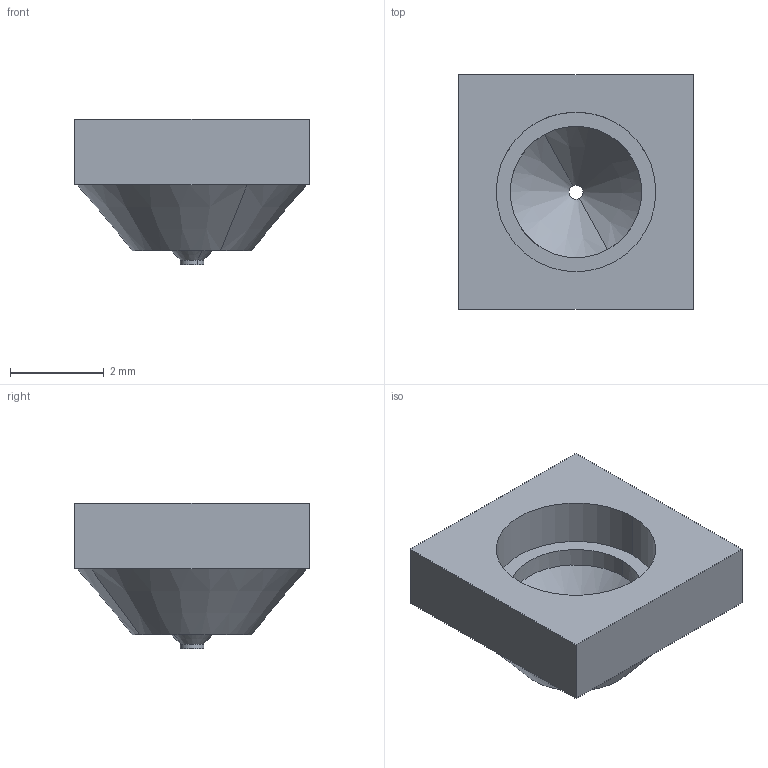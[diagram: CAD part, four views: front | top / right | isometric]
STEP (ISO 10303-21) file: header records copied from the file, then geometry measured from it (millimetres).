
FILE_DESCRIPTION(('CATIA V5 STEP'),'2;1');
FILE_NAME('base_nozzle_6Maker_v1.stp','2018-02-06T07:34:21+00:00',('none'),('none'),'CATIA Version 5 Release 21 GA (IN-10)','CATIA V5 STEP AP203','none');
FILE_SCHEMA(('CONFIG_CONTROL_DESIGN'));
Length unit declared in the file: millimetre
Products named in the file (1): base_nozzle_6Maker_v1
Bounding box: 5 x 5 x 3.1 mm (x, y, z)
Volume: 35.8 mm3; surface area: 103.6 mm2
Topology: 1 solids, 1 shells, 23 faces, 50 edges, 32 vertices
Faces by surface type: plane 9, cylinder 8, cone 6
Entity records: 623 total; most frequent: ORIENTED_EDGE 100, CARTESIAN_POINT 99, DIRECTION 82, EDGE_CURVE 50, AXIS2_PLACEMENT_3D 41, VERTEX_POINT 32, EDGE_LOOP 28, VECTOR 26
